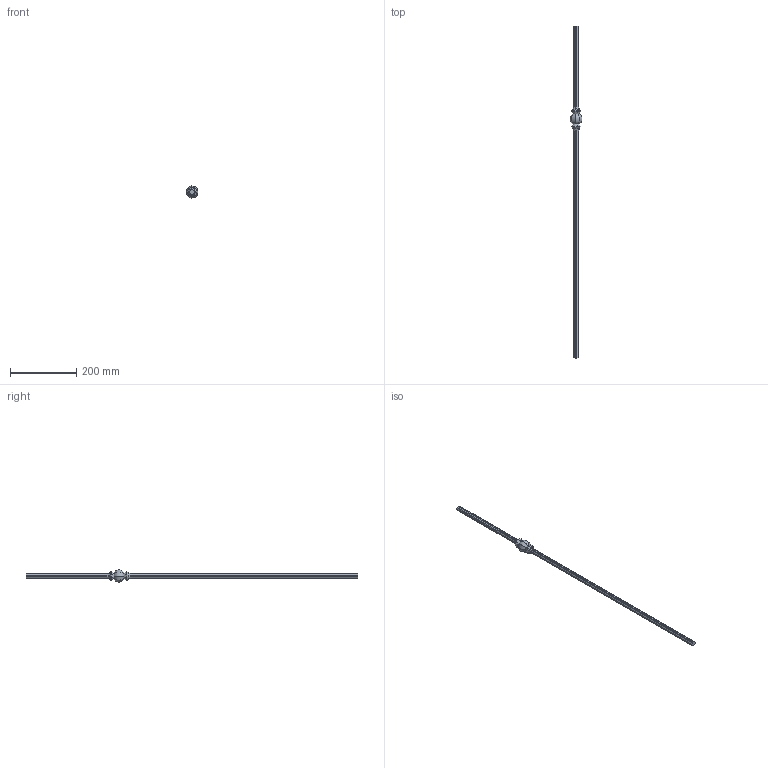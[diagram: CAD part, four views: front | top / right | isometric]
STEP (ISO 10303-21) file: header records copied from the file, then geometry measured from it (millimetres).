
FILE_DESCRIPTION (( 'STEP AP203' ), '1' );
FILE_NAME ('1278.step', '2022-03-30T09:37:38', ( '' ), ( '' ), 'SwSTEP 2.0', 'SolidWorks 2018', '' );
FILE_SCHEMA (( 'CONFIG_CONTROL_DESIGN' ));
Length unit declared in the file: millimetre
Products named in the file (1): 1278
Bounding box: 36.11 x 1000 x 36.67 mm (x, y, z)
Volume: 183579.4 mm3; surface area: 48748.3 mm2
Topology: 1 solids, 1 shells, 346 faces, 870 edges, 544 vertices
Faces by surface type: plane 222, bspline 115, cylinder 9
Entity records: 14543 total; most frequent: CARTESIAN_POINT 7141, ORIENTED_EDGE 1740, DIRECTION 1077, EDGE_CURVE 870, LINE 613, VECTOR 613, VERTEX_POINT 544, EDGE_LOOP 364
